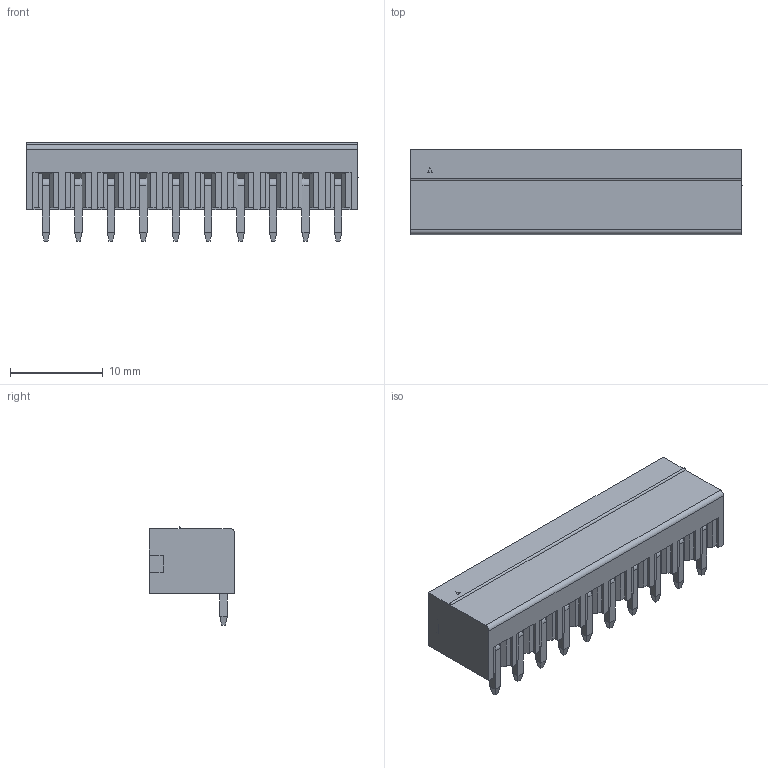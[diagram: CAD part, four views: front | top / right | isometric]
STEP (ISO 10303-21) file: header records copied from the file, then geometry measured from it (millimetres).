
FILE_DESCRIPTION (( 'STEP AP214' ), '1' );
FILE_NAME ('15EDGRC-3.5-10P-14-00AH.STEP', '2021-01-29T01:58:14', ( '' ), ( '' ), 'SwSTEP 2.0', 'SolidWorks 2020', '' );
FILE_SCHEMA (( 'AUTOMOTIVE_DESIGN' ));
Length unit declared in the file: millimetre
Products named in the file (1): 15EDGRC-3.5-10P-14-00AH
Bounding box: 35.8 x 9.2 x 10.6 mm (x, y, z)
Volume: 1011.8 mm3; surface area: 3482.5 mm2
Topology: 1 solids, 11 shells, 1053 faces, 2782 edges, 1808 vertices
Faces by surface type: plane 840, bspline 151, cylinder 32, torus 20, cone 10
Entity records: 44867 total; most frequent: CARTESIAN_POINT 14475, ORIENTED_EDGE 5564, DIRECTION 4420, EDGE_CURVE 2782, VECTOR 2346, LINE 2346, VERTEX_POINT 1808, EDGE_LOOP 1110
